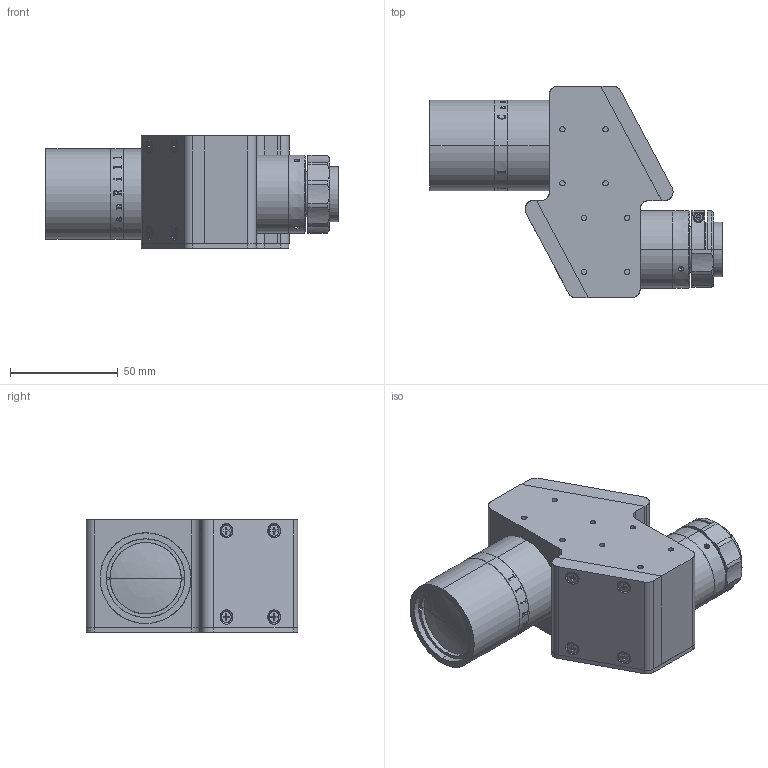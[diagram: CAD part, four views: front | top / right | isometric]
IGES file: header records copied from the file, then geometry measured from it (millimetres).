
Start section: SolidWorks IGES file using analytic representation for surfaces
Global section: file name: XF-MH05X350.IGS; native system: SolidWorks 2014; preprocessor: SolidWorks 2014; author: lawlynn; date: 191118.152704; units: millimetre
Bounding box: 135.38 x 98 x 52 mm (x, y, z)
Surface area: 43595.7 mm2 (no closed solid volume)
Topology: 0 solids, 0 shells, 449 faces, 7744 edges, 7741 vertices
Faces by surface type: bspline 228, revolution 221
